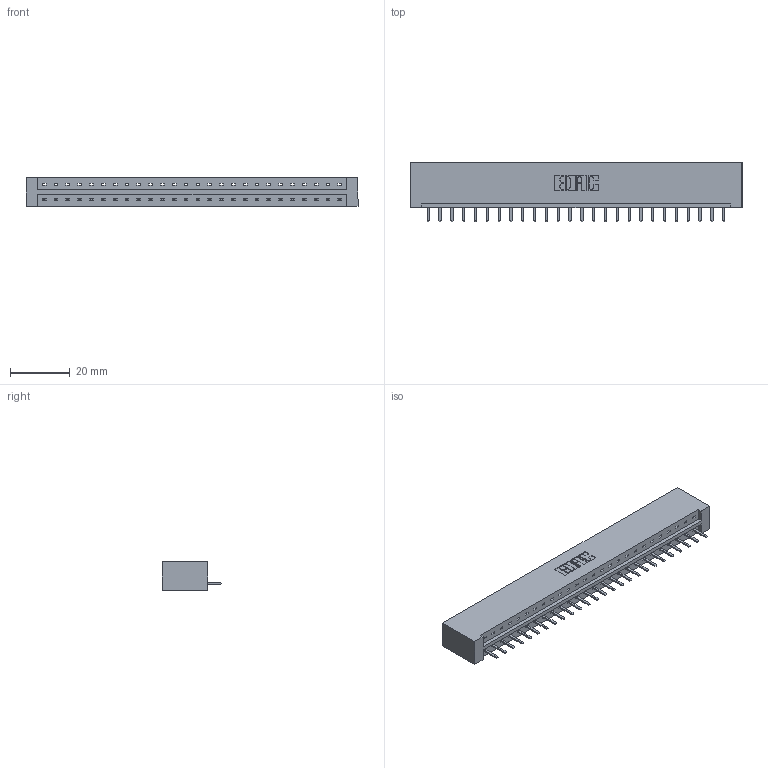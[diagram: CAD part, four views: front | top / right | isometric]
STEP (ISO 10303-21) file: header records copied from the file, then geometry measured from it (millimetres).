
FILE_DESCRIPTION (( 'STEP AP203' ), '1' );
FILE_NAME ('833-026-520-101.STEP', '2020-06-02T00:37:21', ( '' ), ( '' ), 'SwSTEP 2.0', 'SolidWorks 2020', '' );
FILE_SCHEMA (( 'CONFIG_CONTROL_DESIGN' ));
Length unit declared in the file: inch
Products named in the file (3): 833-026-520-101; 345-292-001_345-293-120; 833 Part_Lugless
Assembly tree (27 placements, depth 2):
  833-026-520-101
    833 Part_Lugless
    345-292-001_345-293-120  x26
Bounding box: 111.28 x 20.02 x 9.4 mm (x, y, z)
Volume: 11598 mm3; surface area: 12138.3 mm2
Topology: 27 solids, 27 shells, 1718 faces, 5071 edges, 3310 vertices
Faces by surface type: plane 1210, cylinder 508
Entity records: 17801 total; most frequent: CARTESIAN_POINT 3092, ORIENTED_EDGE 3042, DIRECTION 2621, EDGE_CURVE 1521, LINE 1397, VECTOR 1397, VERTEX_POINT 1010, AXIS2_PLACEMENT_3D 612
